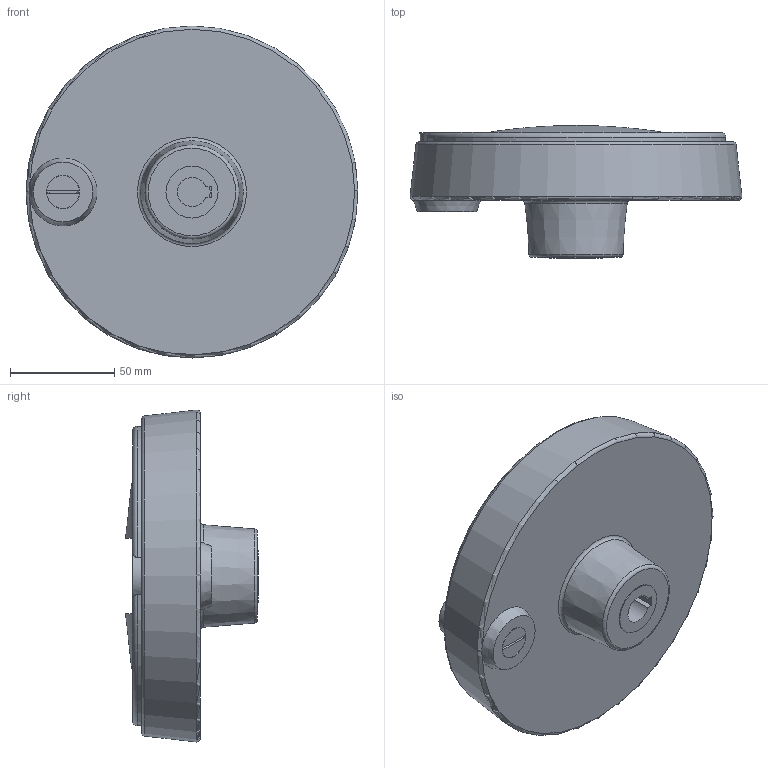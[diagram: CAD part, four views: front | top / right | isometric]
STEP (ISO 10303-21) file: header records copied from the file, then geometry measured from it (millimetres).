
FILE_DESCRIPTION( ( 'STEP AP214' ), '1' );
FILE_NAME( 'K0258.41601405__GESCHLOSSEN_.stp', '2020-11-26T16:21:51', ( '' ), ( '' ), ' ', 'PARTsolutions', ' ' );
FILE_SCHEMA( ( 'AUTOMOTIVE_DESIGN { 1 0 10303 214 1 1 1 1 }' ) );
Length unit declared in the file: millimetre
Products named in the file (1): _K0258.41601405_(GESCHLOSSEN)
Bounding box: 159.59 x 63.89 x 159.6 mm (x, y, z)
Volume: 577655.1 mm3; surface area: 77040.9 mm2
Topology: 1 solids, 1 shells, 72 faces, 178 edges, 115 vertices
Faces by surface type: plane 34, cylinder 22, cone 7, torus 7, sphere 2
Full cylindrical faces by diameter (mm): 5.22 x2, 5.8 x1, 6.647 x1, 9.26 x1, 16 x1, 17.5 x1, 18.72 x1, 22.5 x1, 25 x1
Entity records: 2923 total; most frequent: CARTESIAN_POINT 743, DIRECTION 334, ORIENTED_EDGE 292, EDGE_CURVE 146, AXIS2_PLACEMENT_3D 139, VERTEX_POINT 109, EDGE_LOOP 106, FACE_OUTER_BOUND 88
